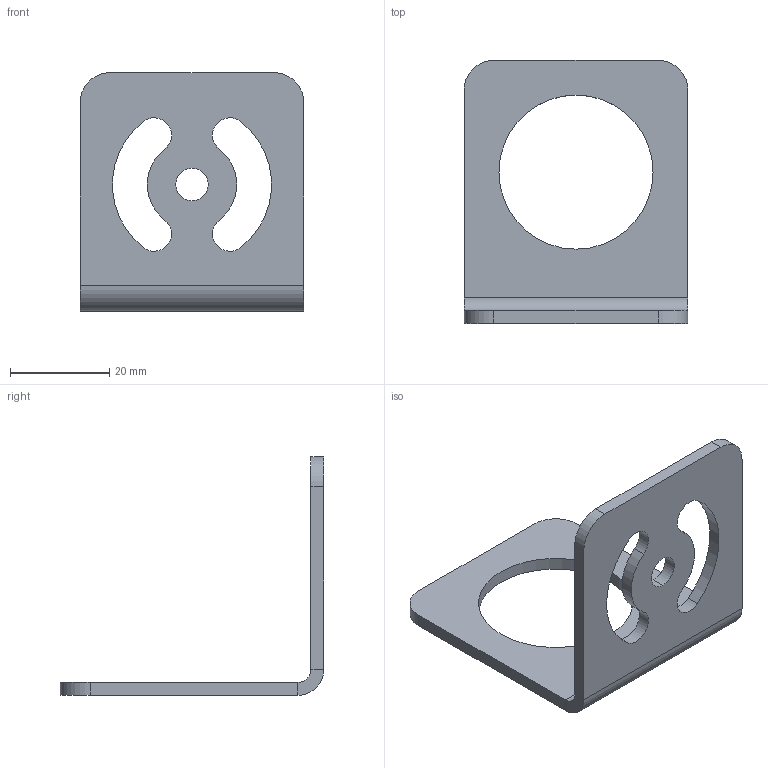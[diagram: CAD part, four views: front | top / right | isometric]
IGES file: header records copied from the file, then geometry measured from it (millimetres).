
Start section:  PTC IGES file: 141788.igs
Global section: file name: 141788.igs; native system: Pro/ENGINEER by Parametric Technology Corporation; preprocessor: 2006170; author: banengservice; organization: Unknown; date: 20080811.092236; units: inch
Bounding box: 45 x 53 x 48 mm (x, y, z)
Volume: 8151.6 mm3; surface area: 7648.3 mm2
Topology: 1 solids, 1 shells, 368 faces, 1042 edges, 692 vertices
Faces by surface type: bspline 350, revolution 18
